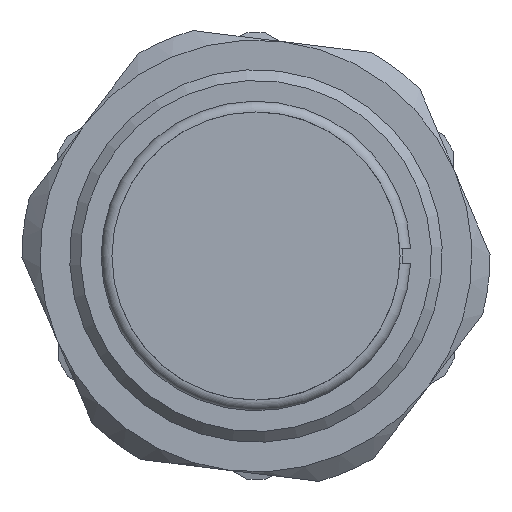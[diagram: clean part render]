
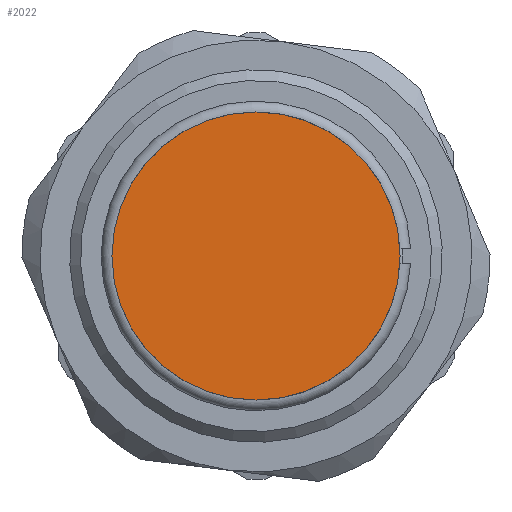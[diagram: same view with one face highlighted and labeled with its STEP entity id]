
A CAD part, left-side view. The second image highlights one B-rep face of the part: STEP entity #2022.
In plain terms, the highlighted planar face has unit normal (-1, 0, 0).
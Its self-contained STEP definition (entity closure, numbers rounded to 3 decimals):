
#2006=CARTESIAN_POINT('',(0.,3.525,0.0));
#2007=DIRECTION('',(-1.0,0.0,0.0));
#2008=DIRECTION('',(0.0,0.0,1.0));
#2009=AXIS2_PLACEMENT_3D('',#2006,#2007,#2008);
#2010=PLANE('',#2009);
#2011=CARTESIAN_POINT('',(0.,4.0,0.0));
#2012=VERTEX_POINT('',#2011);
#2013=CARTESIAN_POINT('',(0.0,0.0,0.0));
#2014=DIRECTION('',(1.0,0.0,0.0));
#2015=DIRECTION('',(0.0,1.0,0.0));
#2016=AXIS2_PLACEMENT_3D('',#2013,#2014,#2015);
#2017=CIRCLE('',#2016,4.0);
#2018=EDGE_CURVE('',#2012,#2012,#2017,.T.);
#2019=ORIENTED_EDGE('',*,*,#2018,.F.);
#2020=EDGE_LOOP('',(#2019));
#2021=FACE_OUTER_BOUND('',#2020,.T.);
#2022=ADVANCED_FACE('',(#2021),#2010,.T.);
